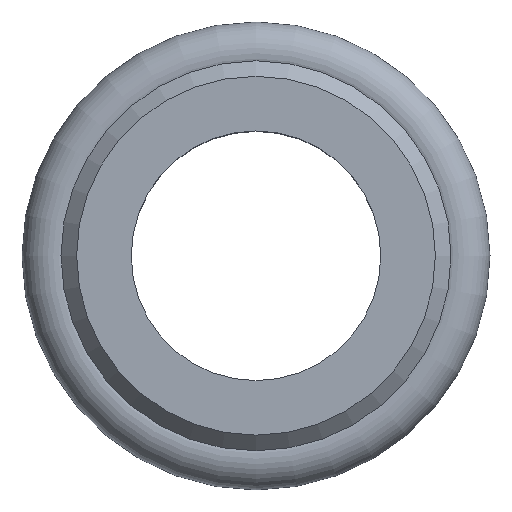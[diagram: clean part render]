
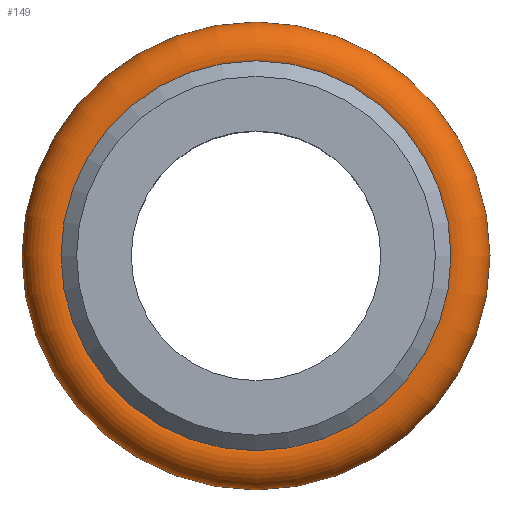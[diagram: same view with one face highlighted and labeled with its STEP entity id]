
A CAD part, top view. The second image highlights one B-rep face of the part: STEP entity #149.
In plain terms, the highlighted toroidal (fillet/blend) face has major radius 6.5 mm and minor radius 1 mm.
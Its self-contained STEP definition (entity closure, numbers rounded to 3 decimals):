
#19=TOROIDAL_SURFACE('',#174,6.5,1.);
#56=FACE_OUTER_BOUND('',#77,.T.);
#77=EDGE_LOOP('',(#133,#135,#134,#136));
#88=CIRCLE('',#175,1.);
#89=CIRCLE('',#176,7.5);
#100=VERTEX_POINT('',#271);
#111=EDGE_CURVE('',#100,#100,#88,.T.);
#112=EDGE_CURVE('',#100,#100,#89,.T.);
#133=ORIENTED_EDGE('',*,*,#111,.T.);
#134=ORIENTED_EDGE('',*,*,#111,.F.);
#135=ORIENTED_EDGE('',*,*,#112,.T.);
#136=ORIENTED_EDGE('',*,*,#112,.F.);
#149=ADVANCED_FACE('',(#56),#19,.T.);
#174=AXIS2_PLACEMENT_3D('',#268,#224,#225);
#175=AXIS2_PLACEMENT_3D('',#269,#226,#227);
#176=AXIS2_PLACEMENT_3D('',#270,#228,#229);
#224=DIRECTION('center_axis',(0.,0.,-1.));
#225=DIRECTION('ref_axis',(-1.,0.,0.));
#226=DIRECTION('center_axis',(0.,-1.,0.));
#227=DIRECTION('ref_axis',(-1.,0.,0.));
#228=DIRECTION('center_axis',(0.,0.,1.));
#229=DIRECTION('ref_axis',(-1.,0.,0.));
#268=CARTESIAN_POINT('Origin',(0.,0.,0.));
#269=CARTESIAN_POINT('Origin',(-6.5,0.,0.));
#270=CARTESIAN_POINT('Origin',(0.,0.,0.));
#271=CARTESIAN_POINT('',(-7.5,0.,0.));
